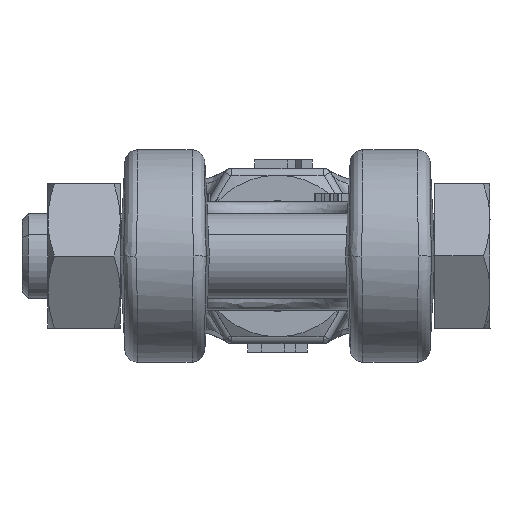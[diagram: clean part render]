
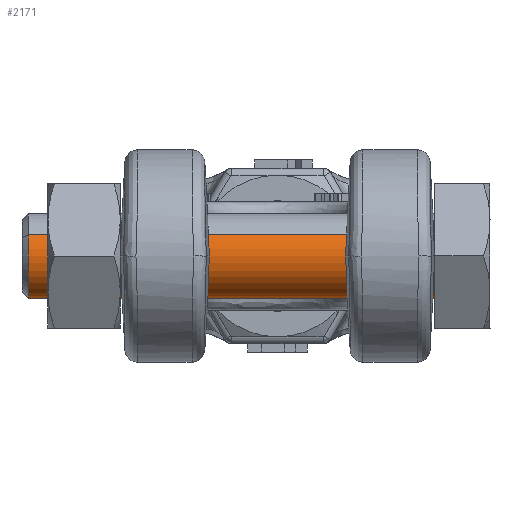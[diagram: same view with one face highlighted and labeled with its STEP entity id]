
A CAD part, left-side view. The second image highlights one B-rep face of the part: STEP entity #2171.
In plain terms, the highlighted cylindrical face has radius 5 mm (diameter 10 mm), a partial arc.
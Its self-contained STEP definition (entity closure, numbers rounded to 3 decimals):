
#2171=ADVANCED_FACE('NONE',(#4535),#4536,.T.);
#4535=FACE_OUTER_BOUND('',#13393,.T.);
#4536=CYLINDRICAL_SURFACE('',#13394,5.0);
#13393=EDGE_LOOP('',(#21000,#21001,#21002,#21003));
#13394=AXIS2_PLACEMENT_3D('',#21004,#21005,#21006);
#21000=ORIENTED_EDGE('',*,*,#25416,.T.);
#21001=ORIENTED_EDGE('',*,*,#25429,.F.);
#21002=ORIENTED_EDGE('',*,*,#25418,.T.);
#21003=ORIENTED_EDGE('',*,*,#25425,.T.);
#21004=CARTESIAN_POINT('',(-77.206,138.491,138.543));
#21005=DIRECTION('',(0.,1.0,0.));
#21006=DIRECTION('',(0.866,0.,-0.5));
#25416=EDGE_CURVE('',#29143,#29144,#29145,.T.);
#25418=EDGE_CURVE('',#29148,#29146,#29149,.T.);
#25425=EDGE_CURVE('NONE',#29146,#29143,#29158,.T.);
#25429=EDGE_CURVE('NONE',#29148,#29144,#29162,.T.);
#29143=VERTEX_POINT('NONE',#39979);
#29144=VERTEX_POINT('NONE',#39980);
#29145=LINE('',#39981,#39982);
#29146=VERTEX_POINT('',#39983);
#29148=VERTEX_POINT('',#39985);
#29149=LINE('',#39986,#39987);
#29158=CIRCLE('',#39998,5.0);
#29162=CIRCLE('',#40002,5.0);
#39979=CARTESIAN_POINT('',(-72.876,138.491,136.043));
#39980=CARTESIAN_POINT('',(-72.876,90.741,136.043));
#39981=CARTESIAN_POINT('',(-72.876,138.491,136.043));
#39982=VECTOR('',#46115,1.0);
#39983=CARTESIAN_POINT('',(-81.536,138.491,141.043));
#39985=CARTESIAN_POINT('',(-81.536,90.741,141.043));
#39986=CARTESIAN_POINT('',(-81.536,138.491,141.043));
#39987=VECTOR('',#46119,1.0);
#39998=AXIS2_PLACEMENT_3D('',#46128,#46129,#46130);
#40002=AXIS2_PLACEMENT_3D('',#46134,#46135,#46136);
#46115=DIRECTION('',(0.,-1.0,0.));
#46119=DIRECTION('',(0.,1.0,0.));
#46128=CARTESIAN_POINT('',(-77.206,138.491,138.543));
#46129=DIRECTION('',(0.,-1.0,0.));
#46130=DIRECTION('',(0.866,0.,-0.5));
#46134=CARTESIAN_POINT('',(-77.206,90.741,138.543));
#46135=DIRECTION('',(0.,-1.0,0.));
#46136=DIRECTION('',(0.866,0.,-0.5));
